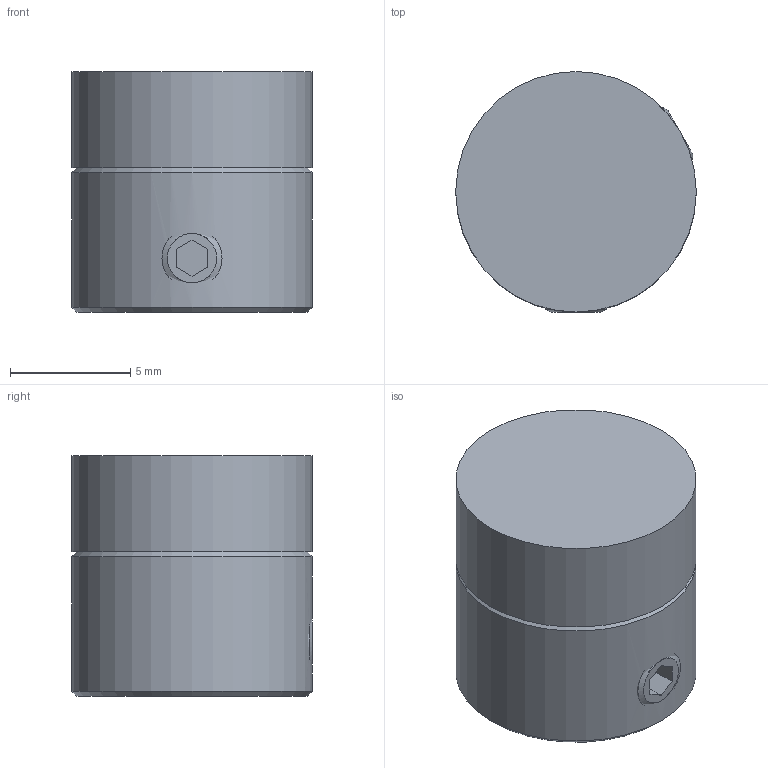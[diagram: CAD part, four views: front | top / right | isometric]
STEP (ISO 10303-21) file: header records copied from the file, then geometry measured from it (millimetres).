
FILE_DESCRIPTION( ( 'STEP AP203' ), '1' );
FILE_NAME( ' ', ' ', ( ' ' ), ( ' ' ), 'PSStep 10.0', ' ', ' ' );
FILE_SCHEMA( ( 'CONFIG_CONTROL_DESIGN' ) );
Length unit declared in the file: millimetre
Products named in the file (9): 1; 2; 3; 4; 5; 6; 7; Assem1; 8
Bounding box: 10 x 10 x 10 mm (x, y, z)
Volume: 730.6 mm3; surface area: 805.4 mm2
Topology: 5 solids, 5 shells, 51 faces, 115 edges, 74 vertices
Faces by surface type: plane 29, cone 13, cylinder 9
Full cylindrical faces by diameter (mm): 2.05 x2, 2.5 x3, 3 x1, 4 x1, 10 x2
Entity records: 1203 total; most frequent: CARTESIAN_POINT 249, DIRECTION 134, ORIENTED_EDGE 76, AXIS2_PLACEMENT_3D 58, EDGE_LOOP 48, CC_DESIGN_PERSON_AND_ORGANIZATION_ASSIGNMENT 45, EDGE_CURVE 38, PERSON_AND_ORGANIZATION_ROLE 36
